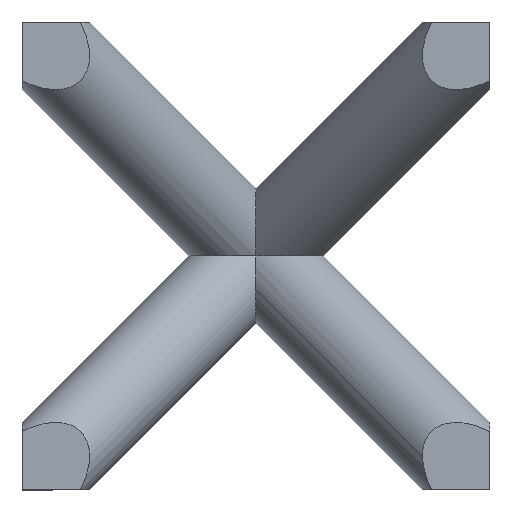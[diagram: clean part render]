
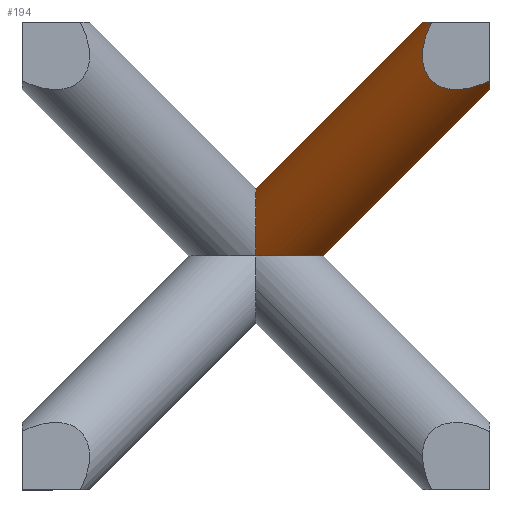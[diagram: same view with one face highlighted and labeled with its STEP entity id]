
A CAD part, front view. The second image highlights one B-rep face of the part: STEP entity #194.
In plain terms, the highlighted cylindrical face has radius 0.817 mm (diameter 1.633 mm), a partial arc.
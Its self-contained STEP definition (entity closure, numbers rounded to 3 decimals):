
#76 = CARTESIAN_POINT ( 'NONE',  ( 0., 4., 0. ) ) ;
#90 = VERTEX_POINT ( 'NONE', #1038 ) ;
#105 = CARTESIAN_POINT ( 'NONE',  ( 4., 1.577, 2.845 ) ) ;
#129 = CARTESIAN_POINT ( 'NONE',  ( 2.845, 1.577, 4. ) ) ;
#131 =( BOUNDED_CURVE ( )  B_SPLINE_CURVE ( 3, ( #1222, #736, #331, #712 ),
 .UNSPECIFIED., .F., .T. ) 
 B_SPLINE_CURVE_WITH_KNOTS ( ( 4, 4 ),
 ( 5.76, 7.33 ),
 .UNSPECIFIED. ) 
 CURVE ( )  GEOMETRIC_REPRESENTATION_ITEM ( )  RATIONAL_B_SPLINE_CURVE ( ( 1., 0.805, 0.805, 1. ) ) 
 REPRESENTATION_ITEM ( '' )  );
#157 = VERTEX_POINT ( 'NONE', #636 ) ;
#194 = ADVANCED_FACE ( 'NONE', ( #839 ), #1238, .T. ) ;
#198 = DIRECTION ( 'NONE',  ( 0.577, -0.577, 0.577 ) ) ;
#217 = ORIENTED_EDGE ( 'NONE', *, *, #592, .T. ) ;
#219 = ORIENTED_EDGE ( 'NONE', *, *, #690, .F. ) ;
#239 = DIRECTION ( 'NONE',  ( 0.577, -0.577, 0.577 ) ) ;
#241 = ORIENTED_EDGE ( 'NONE', *, *, #1243, .F. ) ;
#256 = CARTESIAN_POINT ( 'NONE',  ( 0.676, 3.662, 0. ) ) ;
#286 = CARTESIAN_POINT ( 'NONE',  ( 3., 1., 4. ) ) ;
#331 = CARTESIAN_POINT ( 'NONE',  ( 0., 3.662, 0.676 ) ) ;
#342 = ORIENTED_EDGE ( 'NONE', *, *, #697, .T. ) ;
#351 =( BOUNDED_CURVE ( )  B_SPLINE_CURVE ( 3, ( #105, #501, #890, #507 ),
 .UNSPECIFIED., .F., .T. ) 
 B_SPLINE_CURVE_WITH_KNOTS ( ( 4, 4 ),
 ( 3.665, 4.189 ),
 .UNSPECIFIED. ) 
 CURVE ( )  GEOMETRIC_REPRESENTATION_ITEM ( )  RATIONAL_B_SPLINE_CURVE ( ( 1., 0.977, 0.977, 1. ) ) 
 REPRESENTATION_ITEM ( '' )  );
#466 = AXIS2_PLACEMENT_3D ( 'NONE', #783, #198, #885 ) ;
#473 = CARTESIAN_POINT ( 'NONE',  ( 1.155, 4.423, 0. ) ) ;
#501 = CARTESIAN_POINT ( 'NONE',  ( 4., 1.401, 2.845 ) ) ;
#507 = CARTESIAN_POINT ( 'NONE',  ( 4., 1., 3. ) ) ;
#531 = ORIENTED_EDGE ( 'NONE', *, *, #1144, .F. ) ;
#563 = DIRECTION ( 'NONE',  ( 0.577, -0.577, 0.577 ) ) ;
#592 = EDGE_CURVE ( 'NONE', #960, #157, #351, .T. ) ;
#613 =( BOUNDED_CURVE ( )  B_SPLINE_CURVE ( 3, ( #473, #1148, #256, #76 ),
 .UNSPECIFIED., .F., .T. ) 
 B_SPLINE_CURVE_WITH_KNOTS ( ( 4, 4 ),
 ( 2.618, 4.189 ),
 .UNSPECIFIED. ) 
 CURVE ( )  GEOMETRIC_REPRESENTATION_ITEM ( )  RATIONAL_B_SPLINE_CURVE ( ( 1., 0.805, 0.805, 1. ) ) 
 REPRESENTATION_ITEM ( '' )  );
#636 = CARTESIAN_POINT ( 'NONE',  ( 4., 1., 3. ) ) ;
#650 = CARTESIAN_POINT ( 'NONE',  ( -4.904, 9.327, -3.75 ) ) ;
#690 = EDGE_CURVE ( 'NONE', #719, #157, #984, .T. ) ;
#697 = EDGE_CURVE ( 'NONE', #90, #960, #1125, .T. ) ;
#712 = CARTESIAN_POINT ( 'NONE',  ( 0., 4., 0. ) ) ;
#719 = VERTEX_POINT ( 'NONE', #724 ) ;
#724 = CARTESIAN_POINT ( 'NONE',  ( 3., 1., 4. ) ) ;
#736 = CARTESIAN_POINT ( 'NONE',  ( 0., 3.837, 1.155 ) ) ;
#738 = CARTESIAN_POINT ( 'NONE',  ( 2.5, 1., 3. ) ) ;
#775 = CARTESIAN_POINT ( 'NONE',  ( 2.845, 1.401, 4. ) ) ;
#783 = CARTESIAN_POINT ( 'NONE',  ( -4.327, 9.327, -4.327 ) ) ;
#803 = EDGE_LOOP ( 'NONE', ( #531, #840, #864, #342, #217, #219, #241 ) ) ;
#839 = FACE_OUTER_BOUND ( 'NONE', #803, .T. ) ;
#840 = ORIENTED_EDGE ( 'NONE', *, *, #1051, .T. ) ;
#864 = ORIENTED_EDGE ( 'NONE', *, *, #1100, .F. ) ;
#868 = CARTESIAN_POINT ( 'NONE',  ( 2.898, 1.204, 4. ) ) ;
#877 =( BOUNDED_CURVE ( )  B_SPLINE_CURVE ( 3, ( #1067, #775, #868, #286 ),
 .UNSPECIFIED., .F., .T. ) 
 B_SPLINE_CURVE_WITH_KNOTS ( ( 4, 4 ),
 ( 3.665, 4.189 ),
 .UNSPECIFIED. ) 
 CURVE ( )  GEOMETRIC_REPRESENTATION_ITEM ( )  RATIONAL_B_SPLINE_CURVE ( ( 1., 0.977, 0.977, 1. ) ) 
 REPRESENTATION_ITEM ( '' )  );
#885 = DIRECTION ( 'NONE',  ( 0.707, 0., -0.707 ) ) ;
#890 = CARTESIAN_POINT ( 'NONE',  ( 4., 1.204, 2.898 ) ) ;
#928 = CARTESIAN_POINT ( 'NONE',  ( 0., 4., 0. ) ) ;
#943 = VECTOR ( 'NONE', #563, 1000. ) ;
#945 = CARTESIAN_POINT ( 'NONE',  ( 4., 1., 3. ) ) ;
#960 = VERTEX_POINT ( 'NONE', #990 ) ;
#970 = LINE ( 'NONE', #650, #943 ) ;
#984 =( BOUNDED_CURVE ( )  B_SPLINE_CURVE ( 3, ( #1229, #738, #1223, #945 ),
 .UNSPECIFIED., .F., .F. ) 
 B_SPLINE_CURVE_WITH_KNOTS ( ( 4, 4 ),
 ( 2.094, 4.189 ),
 .UNSPECIFIED. ) 
 CURVE ( )  GEOMETRIC_REPRESENTATION_ITEM ( )  RATIONAL_B_SPLINE_CURVE ( ( 1., 0.667, 0.667, 1. ) ) 
 REPRESENTATION_ITEM ( '' )  );
#990 = CARTESIAN_POINT ( 'NONE',  ( 4., 1.577, 2.845 ) ) ;
#997 = VERTEX_POINT ( 'NONE', #129 ) ;
#1012 = CARTESIAN_POINT ( 'NONE',  ( -3.75, 9.327, -4.904 ) ) ;
#1015 = VECTOR ( 'NONE', #239, 1000. ) ;
#1033 = VERTEX_POINT ( 'NONE', #928 ) ;
#1038 = CARTESIAN_POINT ( 'NONE',  ( 1.155, 4.423, 0. ) ) ;
#1051 = EDGE_CURVE ( 'NONE', #1055, #1033, #131, .T. ) ;
#1055 = VERTEX_POINT ( 'NONE', #1210 ) ;
#1067 = CARTESIAN_POINT ( 'NONE',  ( 2.845, 1.577, 4. ) ) ;
#1100 = EDGE_CURVE ( 'NONE', #90, #1033, #613, .T. ) ;
#1125 = LINE ( 'NONE', #1012, #1015 ) ;
#1144 = EDGE_CURVE ( 'NONE', #1055, #997, #970, .T. ) ;
#1148 = CARTESIAN_POINT ( 'NONE',  ( 1.155, 3.837, 0. ) ) ;
#1210 = CARTESIAN_POINT ( 'NONE',  ( 0., 4.423, 1.155 ) ) ;
#1222 = CARTESIAN_POINT ( 'NONE',  ( 0., 4.423, 1.155 ) ) ;
#1223 = CARTESIAN_POINT ( 'NONE',  ( 3., 1., 2.5 ) ) ;
#1229 = CARTESIAN_POINT ( 'NONE',  ( 3., 1., 4. ) ) ;
#1238 = CYLINDRICAL_SURFACE ( 'NONE', #466, 0.816 ) ;
#1243 = EDGE_CURVE ( 'NONE', #997, #719, #877, .T. ) ;
